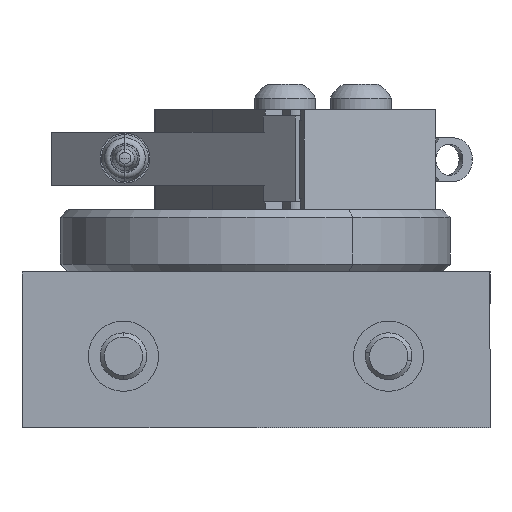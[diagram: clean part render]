
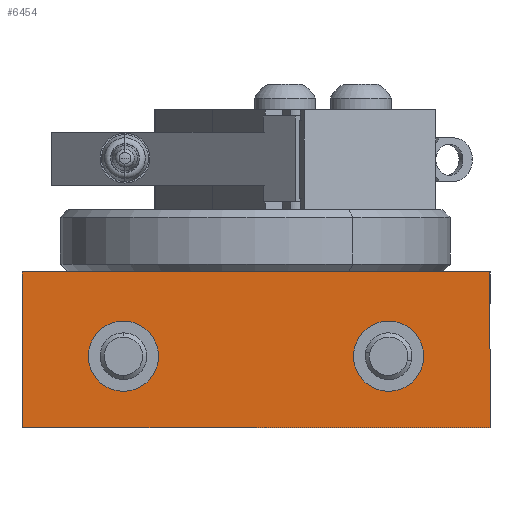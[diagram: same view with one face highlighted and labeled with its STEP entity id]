
A CAD part, front view. The second image highlights one B-rep face of the part: STEP entity #6454.
In plain terms, the highlighted planar face has unit normal (0, -1, 0).
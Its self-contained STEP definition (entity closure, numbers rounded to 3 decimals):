
#4 = CARTESIAN_POINT ( 'NONE',  ( -15., 0., 0. ) ) ;
#39 = CARTESIAN_POINT ( 'NONE',  ( -8.5, 0., 7.65 ) ) ;
#112 = DIRECTION ( 'NONE',  ( 0., 1., 0. ) ) ;
#195 = DIRECTION ( 'NONE',  ( 0., 0., 1. ) ) ;
#200 = CARTESIAN_POINT ( 'NONE',  ( 15., 0., 10. ) ) ;
#237 = CARTESIAN_POINT ( 'NONE',  ( 8.5, 0., 5.4 ) ) ;
#570 = VERTEX_POINT ( 'NONE', #7055 ) ;
#726 = CARTESIAN_POINT ( 'NONE',  ( 8.5, 0., 3.15 ) ) ;
#839 = AXIS2_PLACEMENT_3D ( 'NONE', #5988, #3093, #5238 ) ;
#1001 = DIRECTION ( 'NONE',  ( 0., 1., 0. ) ) ;
#1156 = ORIENTED_EDGE ( 'NONE', *, *, #8439, .T. ) ;
#1278 = AXIS2_PLACEMENT_3D ( 'NONE', #5981, #1001, #5425 ) ;
#1372 = CARTESIAN_POINT ( 'NONE',  ( -15., 0., 0. ) ) ;
#1374 = CARTESIAN_POINT ( 'NONE',  ( -8.5, 0., 3.15 ) ) ;
#1401 = EDGE_CURVE ( 'NONE', #570, #8294, #5192, .T. ) ;
#1502 = ORIENTED_EDGE ( 'NONE', *, *, #2703, .T. ) ;
#1528 = CARTESIAN_POINT ( 'NONE',  ( 8.5, 0., 5.4 ) ) ;
#1615 = VERTEX_POINT ( 'NONE', #726 ) ;
#1651 = DIRECTION ( 'NONE',  ( 0., 0., 1. ) ) ;
#1677 = CIRCLE ( 'NONE', #3159, 2.25 ) ;
#1732 = ORIENTED_EDGE ( 'NONE', *, *, #1910, .F. ) ;
#1910 = EDGE_CURVE ( 'NONE', #4292, #3217, #5627, .T. ) ;
#2076 = CARTESIAN_POINT ( 'NONE',  ( 15., 0., 0. ) ) ;
#2144 = DIRECTION ( 'NONE',  ( 0., 0., 1. ) ) ;
#2670 = CARTESIAN_POINT ( 'NONE',  ( 15., 0., 10. ) ) ;
#2703 = EDGE_CURVE ( 'NONE', #8391, #1615, #1677, .T. ) ;
#2725 = FACE_OUTER_BOUND ( 'NONE', #4286, .T. ) ;
#2814 = DIRECTION ( 'NONE',  ( 0., 0., -1. ) ) ;
#2882 = VECTOR ( 'NONE', #3013, 1000. ) ;
#2938 = DIRECTION ( 'NONE',  ( 0., 1., 0. ) ) ;
#2951 = EDGE_CURVE ( 'NONE', #3272, #7410, #4860, .T. ) ;
#3013 = DIRECTION ( 'NONE',  ( -1., 0., 0. ) ) ;
#3053 = AXIS2_PLACEMENT_3D ( 'NONE', #1528, #2938, #2144 ) ;
#3090 = EDGE_CURVE ( 'NONE', #570, #4292, #3383, .T. ) ;
#3093 = DIRECTION ( 'NONE',  ( 0., 1., 0. ) ) ;
#3159 = AXIS2_PLACEMENT_3D ( 'NONE', #237, #112, #195 ) ;
#3195 = VECTOR ( 'NONE', #4081, 1000. ) ;
#3217 = VERTEX_POINT ( 'NONE', #7145 ) ;
#3272 = VERTEX_POINT ( 'NONE', #39 ) ;
#3383 = LINE ( 'NONE', #2076, #3195 ) ;
#3553 = VECTOR ( 'NONE', #6325, 1000. ) ;
#3578 = ORIENTED_EDGE ( 'NONE', *, *, #2951, .T. ) ;
#3949 = ORIENTED_EDGE ( 'NONE', *, *, #6905, .T. ) ;
#4081 = DIRECTION ( 'NONE',  ( -1., 0., 0. ) ) ;
#4126 = CARTESIAN_POINT ( 'NONE',  ( 15., 0., 0. ) ) ;
#4286 = EDGE_LOOP ( 'NONE', ( #1732, #6353, #6555, #1156 ) ) ;
#4292 = VERTEX_POINT ( 'NONE', #1372 ) ;
#4822 = FACE_BOUND ( 'NONE', #7027, .T. ) ;
#4860 = CIRCLE ( 'NONE', #839, 2.25 ) ;
#4873 = PLANE ( 'NONE',  #7968 ) ;
#5164 = CARTESIAN_POINT ( 'NONE',  ( 8.5, 0., 7.65 ) ) ;
#5192 = LINE ( 'NONE', #8027, #7117 ) ;
#5238 = DIRECTION ( 'NONE',  ( 0., 0., 1. ) ) ;
#5425 = DIRECTION ( 'NONE',  ( 0., 0., 1. ) ) ;
#5627 = LINE ( 'NONE', #4, #3553 ) ;
#5781 = LINE ( 'NONE', #200, #2882 ) ;
#5981 = CARTESIAN_POINT ( 'NONE',  ( -8.5, 0., 5.4 ) ) ;
#5988 = CARTESIAN_POINT ( 'NONE',  ( -8.5, 0., 5.4 ) ) ;
#6103 = ORIENTED_EDGE ( 'NONE', *, *, #6973, .T. ) ;
#6325 = DIRECTION ( 'NONE',  ( 0., 0., 1. ) ) ;
#6353 = ORIENTED_EDGE ( 'NONE', *, *, #3090, .F. ) ;
#6454 = ADVANCED_FACE ( 'NONE', ( #4822, #8348, #2725 ), #4873, .T. ) ;
#6555 = ORIENTED_EDGE ( 'NONE', *, *, #1401, .T. ) ;
#6905 = EDGE_CURVE ( 'NONE', #1615, #8391, #7815, .T. ) ;
#6973 = EDGE_CURVE ( 'NONE', #7410, #3272, #7367, .T. ) ;
#7009 = DIRECTION ( 'NONE',  ( 0., -1., 0. ) ) ;
#7027 = EDGE_LOOP ( 'NONE', ( #3578, #6103 ) ) ;
#7055 = CARTESIAN_POINT ( 'NONE',  ( 15., 0., 0. ) ) ;
#7117 = VECTOR ( 'NONE', #1651, 1000. ) ;
#7145 = CARTESIAN_POINT ( 'NONE',  ( -15., 0., 10. ) ) ;
#7367 = CIRCLE ( 'NONE', #1278, 2.25 ) ;
#7410 = VERTEX_POINT ( 'NONE', #1374 ) ;
#7586 = EDGE_LOOP ( 'NONE', ( #1502, #3949 ) ) ;
#7815 = CIRCLE ( 'NONE', #3053, 2.25 ) ;
#7968 = AXIS2_PLACEMENT_3D ( 'NONE', #4126, #7009, #2814 ) ;
#8027 = CARTESIAN_POINT ( 'NONE',  ( 15., 0., 0. ) ) ;
#8294 = VERTEX_POINT ( 'NONE', #2670 ) ;
#8348 = FACE_BOUND ( 'NONE', #7586, .T. ) ;
#8391 = VERTEX_POINT ( 'NONE', #5164 ) ;
#8439 = EDGE_CURVE ( 'NONE', #8294, #3217, #5781, .T. ) ;
